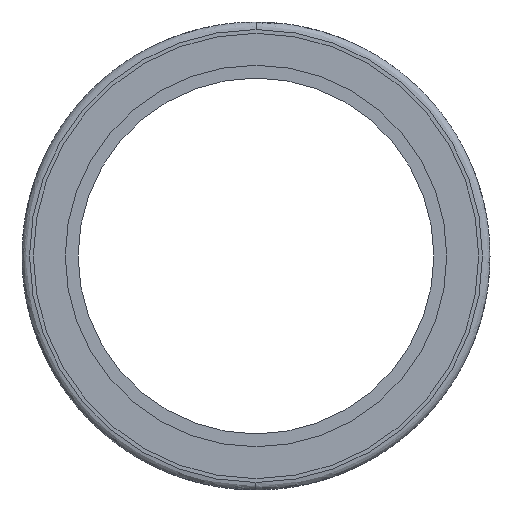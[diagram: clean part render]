
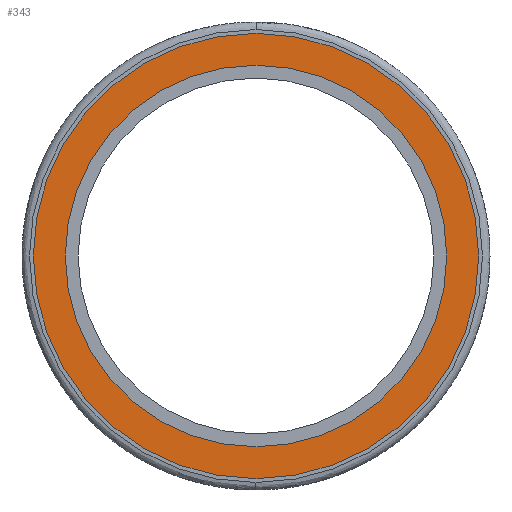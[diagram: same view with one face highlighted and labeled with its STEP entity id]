
A CAD part, left-side view. The second image highlights one B-rep face of the part: STEP entity #343.
In plain terms, the highlighted planar face has unit normal (-1, 0, 0).
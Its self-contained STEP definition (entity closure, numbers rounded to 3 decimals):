
#343=ADVANCED_FACE('',(#2378,#2379),#2377,.T.);
#2377=PLANE('',#6304);
#2378=FACE_OUTER_BOUND('',#6305,.T.);
#2379=FACE_BOUND('',#6306,.T.);
#6301=CARTESIAN_POINT('',(-55.,-100.067,-58.));
#6302=DIRECTION('',(-1.,0.,0.));
#6303=DIRECTION('',(0.,0.,1.));
#6304=AXIS2_PLACEMENT_3D('',#6301,#6302,#6303);
#6305=EDGE_LOOP('',(#7269,#7270));
#6306=EDGE_LOOP('',(#7271,#7272));
#7269=ORIENTED_EDGE('',*,*,#7773,.T.);
#7270=ORIENTED_EDGE('',*,*,#7774,.T.);
#7271=ORIENTED_EDGE('',*,*,#7775,.F.);
#7272=ORIENTED_EDGE('',*,*,#7776,.F.);
#7773=EDGE_CURVE('',#10441,#10442,#10443,.T.);
#7774=EDGE_CURVE('',#10442,#10441,#10449,.T.);
#7775=EDGE_CURVE('',#10455,#10456,#10457,.T.);
#7776=EDGE_CURVE('',#10456,#10455,#10463,.T.);
#10441=VERTEX_POINT('',#12913);
#10442=VERTEX_POINT('',#12914);
#10443=CIRCLE('',#12918,52.);
#10449=CIRCLE('',#12922,52.);
#10455=VERTEX_POINT('',#12923);
#10456=VERTEX_POINT('',#12924);
#10457=CIRCLE('',#12928,44.55);
#10463=CIRCLE('',#12932,44.55);
#12913=CARTESIAN_POINT('',(-55.,0.,108.));
#12914=CARTESIAN_POINT('',(-55.,0.,4.));
#12915=CARTESIAN_POINT('',(-55.,0.,56.));
#12916=DIRECTION('',(-1.,0.,0.));
#12917=DIRECTION('',(0.,0.,1.));
#12918=AXIS2_PLACEMENT_3D('',#12915,#12916,#12917);
#12919=CARTESIAN_POINT('',(-55.,0.,56.));
#12920=DIRECTION('',(-1.,0.,0.));
#12921=DIRECTION('',(0.,0.,1.));
#12922=AXIS2_PLACEMENT_3D('',#12919,#12920,#12921);
#12923=CARTESIAN_POINT('',(-55.,0.,11.45));
#12924=CARTESIAN_POINT('',(-55.,0.,100.55));
#12925=CARTESIAN_POINT('',(-55.,0.,56.));
#12926=DIRECTION('',(-1.,0.,0.));
#12927=DIRECTION('',(0.,0.,1.));
#12928=AXIS2_PLACEMENT_3D('',#12925,#12926,#12927);
#12929=CARTESIAN_POINT('',(-55.,0.,56.));
#12930=DIRECTION('',(-1.,0.,0.));
#12931=DIRECTION('',(0.,0.,1.));
#12932=AXIS2_PLACEMENT_3D('',#12929,#12930,#12931);
